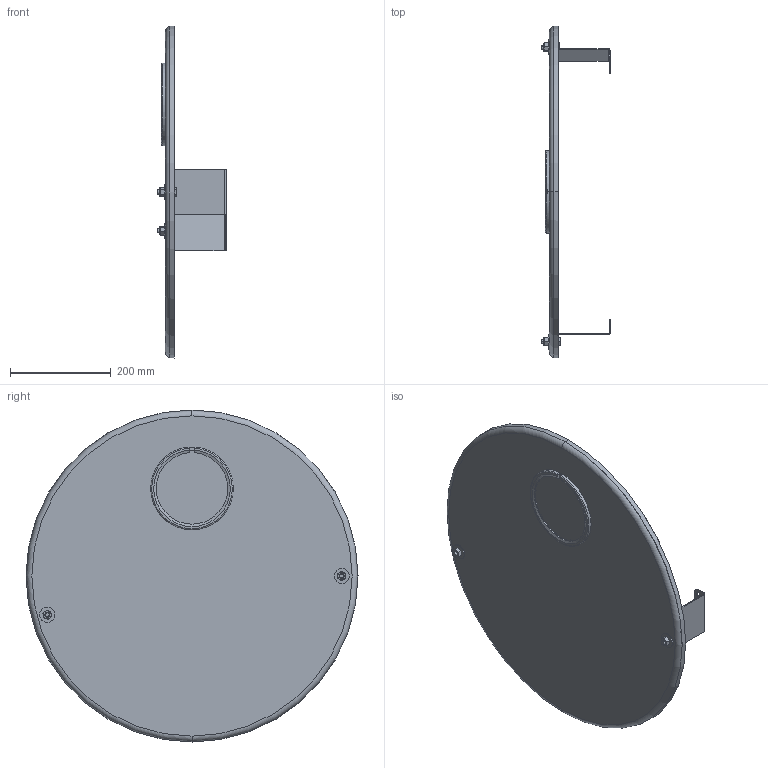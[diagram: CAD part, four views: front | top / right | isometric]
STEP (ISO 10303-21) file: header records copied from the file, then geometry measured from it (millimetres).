
FILE_DESCRIPTION (( 'STEP AP214' ), '1' );
FILE_NAME ('RAINCOV201_252697.STEP', '2012-08-23T11:51:07', ( 'Admin2' ), ( '' ), 'SwSTEP 2.0', 'SolidWorks 2010', '' );
FILE_SCHEMA (( 'AUTOMOTIVE_DESIGN' ));
Length unit declared in the file: millimetre
Products named in the file (1): RAINCOV201_252697
Bounding box: 136.6 x 659.28 x 659.28 mm (x, y, z)
Surface area: 815383.4 mm2 (no closed solid volume)
Topology: 0 solids, 21 shells, 164 faces, 433 edges, 279 vertices
Faces by surface type: plane 81, cylinder 45, cone 31, torus 7
Entity records: 7307 total; most frequent: CARTESIAN_POINT 1522, DIRECTION 860, ORIENTED_EDGE 716, EDGE_CURVE 433, AXIS2_PLACEMENT_3D 345, VERTEX_POINT 279, EDGE_LOOP 185, CIRCLE 180
